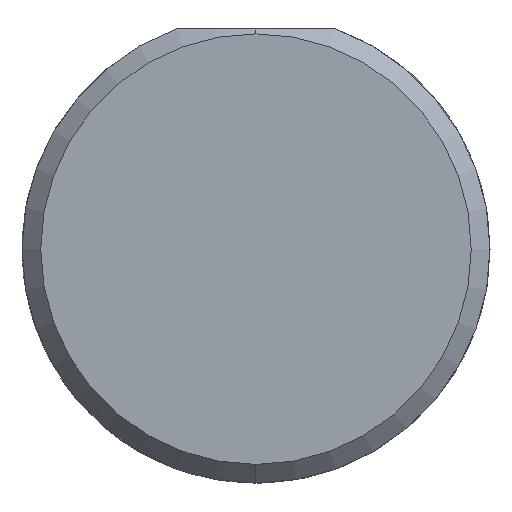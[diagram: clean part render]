
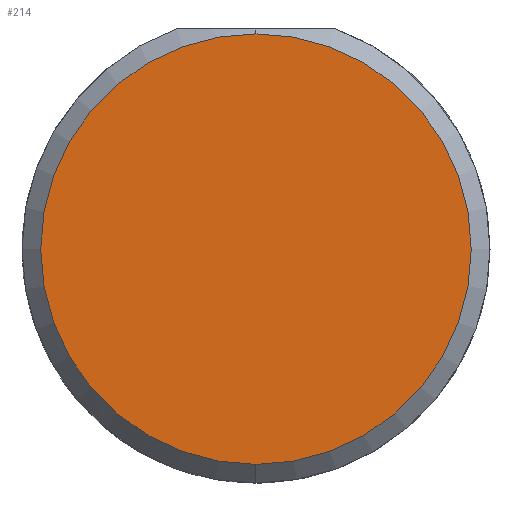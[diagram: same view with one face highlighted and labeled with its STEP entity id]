
A CAD part, left-side view. The second image highlights one B-rep face of the part: STEP entity #214.
In plain terms, the highlighted planar face has unit normal (-1, 0, 0).
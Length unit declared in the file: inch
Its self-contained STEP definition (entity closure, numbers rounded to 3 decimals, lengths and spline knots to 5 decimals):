
#12 = DIRECTION ( 'NONE',  ( 1., 0., 0. ) ) ;
#86 = DIRECTION ( 'NONE',  ( -1., 0., 0. ) ) ;
#117 = CIRCLE ( 'NONE', #243, 0.17235 ) ;
#158 = CARTESIAN_POINT ( 'NONE',  ( 0., 0., 0. ) ) ;
#214 = ADVANCED_FACE ( 'NONE', ( #837 ), #757, .F. ) ;
#243 = AXIS2_PLACEMENT_3D ( 'NONE', #791, #710, #561 ) ;
#251 = DIRECTION ( 'NONE',  ( 0., 0., -1. ) ) ;
#308 = CARTESIAN_POINT ( 'NONE',  ( 0., 0., 0. ) ) ;
#387 = EDGE_CURVE ( 'NONE', #434, #560, #446, .T. ) ;
#412 = CARTESIAN_POINT ( 'NONE',  ( 0., 0., 0.17235 ) ) ;
#434 = VERTEX_POINT ( 'NONE', #680 ) ;
#446 = CIRCLE ( 'NONE', #864, 0.17235 ) ;
#510 = EDGE_LOOP ( 'NONE', ( #733, #973 ) ) ;
#560 = VERTEX_POINT ( 'NONE', #412 ) ;
#561 = DIRECTION ( 'NONE',  ( 0., 0., -1. ) ) ;
#613 = DIRECTION ( 'NONE',  ( 0., 0., -1. ) ) ;
#680 = CARTESIAN_POINT ( 'NONE',  ( 0., 0., -0.17235 ) ) ;
#710 = DIRECTION ( 'NONE',  ( -1., 0., 0. ) ) ;
#733 = ORIENTED_EDGE ( 'NONE', *, *, #387, .T. ) ;
#757 = PLANE ( 'NONE',  #925 ) ;
#791 = CARTESIAN_POINT ( 'NONE',  ( 0., 0., 0. ) ) ;
#837 = FACE_OUTER_BOUND ( 'NONE', #510, .T. ) ;
#864 = AXIS2_PLACEMENT_3D ( 'NONE', #308, #86, #613 ) ;
#925 = AXIS2_PLACEMENT_3D ( 'NONE', #158, #12, #251 ) ;
#940 = EDGE_CURVE ( 'NONE', #560, #434, #117, .T. ) ;
#973 = ORIENTED_EDGE ( 'NONE', *, *, #940, .T. ) ;
